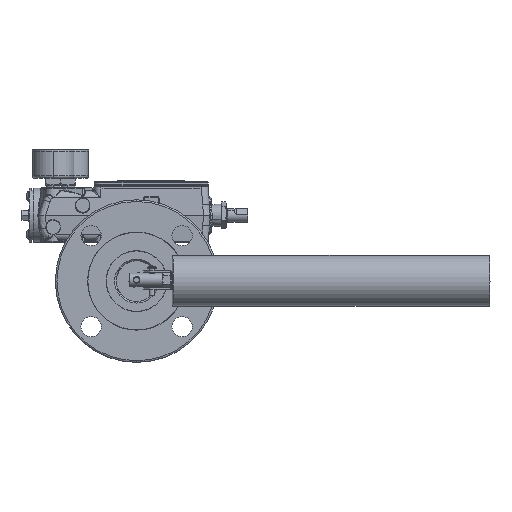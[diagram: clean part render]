
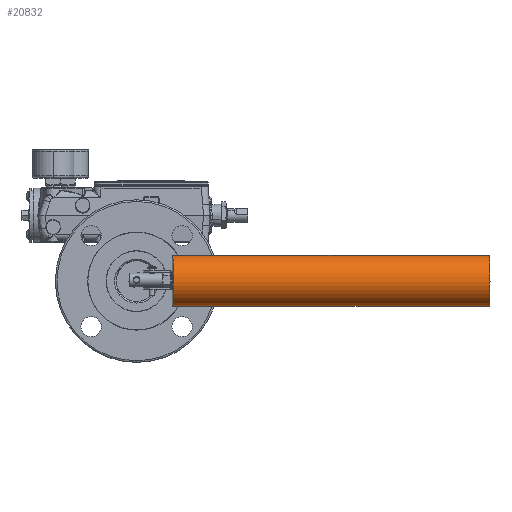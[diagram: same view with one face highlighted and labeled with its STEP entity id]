
A CAD part, left-side view. The second image highlights one B-rep face of the part: STEP entity #20832.
In plain terms, the highlighted cylindrical face has radius 23.812 mm (diameter 47.625 mm), a partial arc.
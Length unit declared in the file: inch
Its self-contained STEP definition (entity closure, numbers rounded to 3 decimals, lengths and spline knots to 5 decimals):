
#951 = LINE ( 'NONE', #26381, #3300 ) ;
#3300 = VECTOR ( 'NONE', #57267, 39.37008 ) ;
#4096 = EDGE_LOOP ( 'NONE', ( #57849, #15777, #74766, #76584 ) ) ;
#5086 = CARTESIAN_POINT ( 'NONE',  ( -15.95323, -13.01335, -2.416 ) ) ;
#15777 = ORIENTED_EDGE ( 'NONE', *, *, #71883, .T. ) ;
#20832 = ADVANCED_FACE ( 'NONE', ( #39312 ), #58116, .T. ) ;
#21689 = CIRCLE ( 'NONE', #68343, 0.9375 ) ;
#21778 = DIRECTION ( 'NONE',  ( -0.028, 1., 0. ) ) ;
#22988 = CARTESIAN_POINT ( 'NONE',  ( -15.92024, -13.01243, -3.35292 ) ) ;
#24313 = EDGE_CURVE ( 'NONE', #79137, #72738, #21689, .T. ) ;
#24665 = DIRECTION ( 'NONE',  ( -0.035, -0.001, 0.999 ) ) ;
#26381 = CARTESIAN_POINT ( 'NONE',  ( -15.98622, -13.01428, -1.47908 ) ) ;
#27160 = EDGE_CURVE ( 'NONE', #47317, #72738, #951, .T. ) ;
#33071 = DIRECTION ( 'NONE',  ( -0.035, -0.001, 0.999 ) ) ;
#35331 = CARTESIAN_POINT ( 'NONE',  ( -15.92024, -13.01243, -3.35292 ) ) ;
#36356 = VECTOR ( 'NONE', #60793, 39.37008 ) ;
#36560 = DIRECTION ( 'NONE',  ( -0.035, -0.001, 0.999 ) ) ;
#36875 = AXIS2_PLACEMENT_3D ( 'NONE', #5086, #38419, #24665 ) ;
#38419 = DIRECTION ( 'NONE',  ( -0.028, 1., 0. ) ) ;
#39312 = FACE_OUTER_BOUND ( 'NONE', #4096, .T. ) ;
#43126 = EDGE_CURVE ( 'NONE', #49394, #79137, #80403, .T. ) ;
#47317 = VERTEX_POINT ( 'NONE', #57046 ) ;
#49394 = VERTEX_POINT ( 'NONE', #22988 ) ;
#57001 = DIRECTION ( 'NONE',  ( -0.028, 1., 0. ) ) ;
#57046 = CARTESIAN_POINT ( 'NONE',  ( -15.98622, -13.01428, -1.47908 ) ) ;
#57267 = DIRECTION ( 'NONE',  ( -0.028, 1., 0. ) ) ;
#57849 = ORIENTED_EDGE ( 'NONE', *, *, #43126, .F. ) ;
#58116 = CYLINDRICAL_SURFACE ( 'NONE', #59285, 0.9375 ) ;
#59285 = AXIS2_PLACEMENT_3D ( 'NONE', #71484, #21778, #33071 ) ;
#60793 = DIRECTION ( 'NONE',  ( -0.028, 1., 0. ) ) ;
#68343 = AXIS2_PLACEMENT_3D ( 'NONE', #80832, #57001, #36560 ) ;
#70382 = CARTESIAN_POINT ( 'NONE',  ( -16.31393, -1.33137, -1.47908 ) ) ;
#71484 = CARTESIAN_POINT ( 'NONE',  ( -15.95323, -13.01335, -2.416 ) ) ;
#71883 = EDGE_CURVE ( 'NONE', #49394, #47317, #72926, .T. ) ;
#72738 = VERTEX_POINT ( 'NONE', #70382 ) ;
#72926 = CIRCLE ( 'NONE', #36875, 0.9375 ) ;
#73587 = CARTESIAN_POINT ( 'NONE',  ( -16.24796, -1.32952, -3.35292 ) ) ;
#74766 = ORIENTED_EDGE ( 'NONE', *, *, #27160, .T. ) ;
#76584 = ORIENTED_EDGE ( 'NONE', *, *, #24313, .F. ) ;
#79137 = VERTEX_POINT ( 'NONE', #73587 ) ;
#80403 = LINE ( 'NONE', #35331, #36356 ) ;
#80832 = CARTESIAN_POINT ( 'NONE',  ( -16.28094, -1.33045, -2.416 ) ) ;
